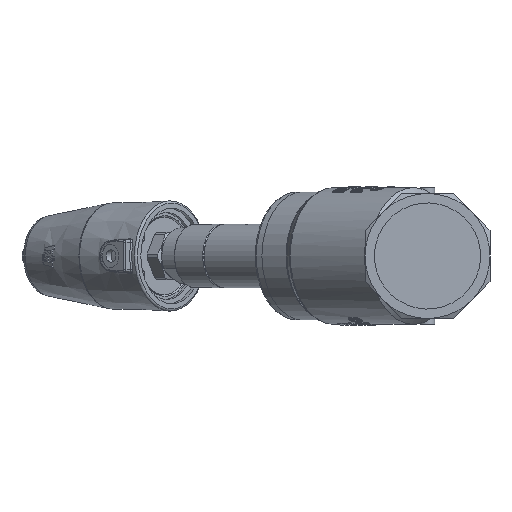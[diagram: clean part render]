
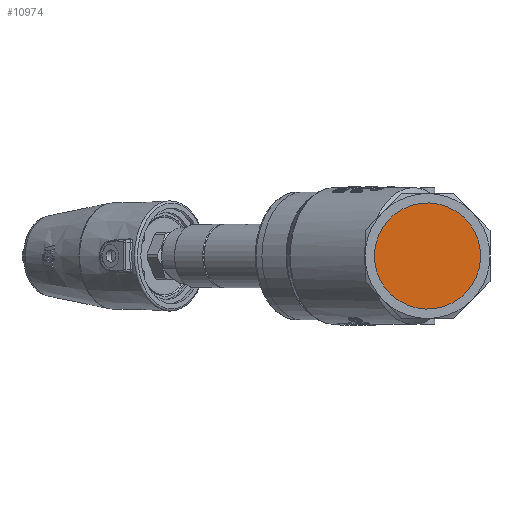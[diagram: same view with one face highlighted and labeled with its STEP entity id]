
A CAD part, left-side view. The second image highlights one B-rep face of the part: STEP entity #10974.
In plain terms, the highlighted planar face has unit normal (-1, 0, 0).
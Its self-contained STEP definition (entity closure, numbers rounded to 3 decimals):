
#1016=CIRCLE('',#11872,36.113);
#1017=CIRCLE('',#11873,36.113);
#1860=FACE_OUTER_BOUND('',#2536,.T.);
#2536=EDGE_LOOP('',(#8850,#8851));
#4856=VERTEX_POINT('',#21794);
#4857=VERTEX_POINT('',#21796);
#6290=EDGE_CURVE('',#4857,#4856,#1016,.T.);
#6291=EDGE_CURVE('',#4856,#4857,#1017,.T.);
#8850=ORIENTED_EDGE('',*,*,#6290,.T.);
#8851=ORIENTED_EDGE('',*,*,#6291,.T.);
#10510=PLANE('',#11874);
#10974=ADVANCED_FACE('',(#1860),#10510,.T.);
#11872=AXIS2_PLACEMENT_3D('',#21797,#13846,#13847);
#11873=AXIS2_PLACEMENT_3D('',#21798,#13848,#13849);
#11874=AXIS2_PLACEMENT_3D('',#21799,#13850,#13851);
#13846=DIRECTION('center_axis',(-1.,0.,0.));
#13847=DIRECTION('ref_axis',(0.,-0.383,0.924));
#13848=DIRECTION('center_axis',(-1.,0.,0.));
#13849=DIRECTION('ref_axis',(0.,-0.383,0.924));
#13850=DIRECTION('center_axis',(-1.,0.,0.));
#13851=DIRECTION('ref_axis',(0.,-0.383,0.924));
#21794=CARTESIAN_POINT('',(-60.,13.82,-33.364));
#21796=CARTESIAN_POINT('',(-60.,-13.82,33.364));
#21797=CARTESIAN_POINT('Origin',(-60.,0.,0.));
#21798=CARTESIAN_POINT('Origin',(-60.,0.,0.));
#21799=CARTESIAN_POINT('Origin',(-60.,0.,0.));
